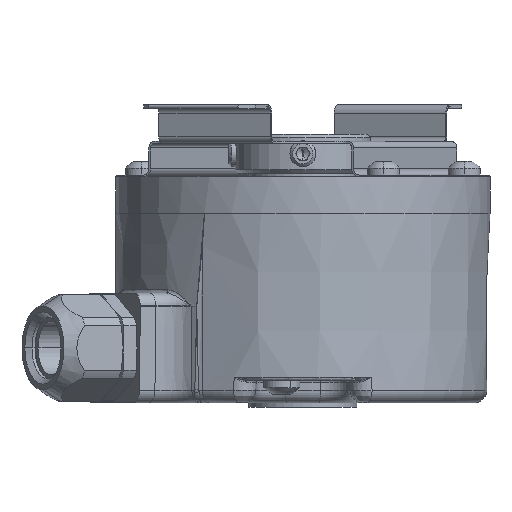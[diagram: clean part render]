
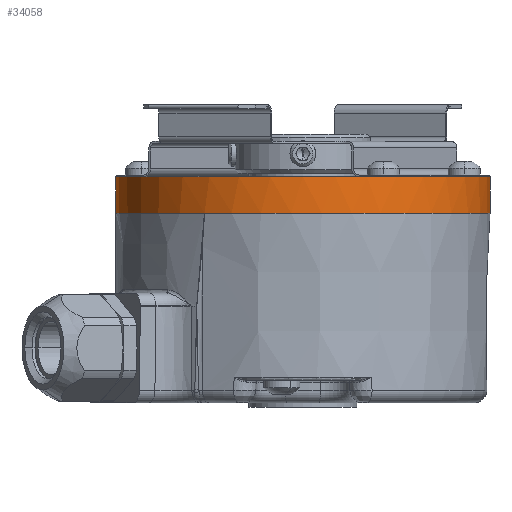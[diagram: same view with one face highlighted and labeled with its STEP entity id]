
A CAD part, front view. The second image highlights one B-rep face of the part: STEP entity #34058.
In plain terms, the highlighted cylindrical face has radius 29 mm (diameter 58 mm), a partial arc.
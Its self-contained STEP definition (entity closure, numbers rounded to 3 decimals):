
#9684=DIRECTION('',(0.,0.,1.));
#9685=VECTOR('',#9684,5.6);
#9686=CARTESIAN_POINT('',(29.,0.,12.4));
#9687=LINE('',#9686,#9685);
#9688=CARTESIAN_POINT('',(0.,0.,12.4));
#9689=DIRECTION('',(0.,0.,1.));
#9690=DIRECTION('',(-1.,0.,0.));
#9691=AXIS2_PLACEMENT_3D('',#9688,#9689,#9690);
#9693=DIRECTION('',(0.,0.,1.));
#9694=VECTOR('',#9693,5.6);
#9695=CARTESIAN_POINT('',(-29.,0.,12.4));
#9696=LINE('',#9695,#9694);
#9697=CARTESIAN_POINT('',(0.,0.,12.4));
#9698=DIRECTION('',(0.,0.,1.));
#9699=DIRECTION('',(-0.525,-0.851,0.));
#9700=AXIS2_PLACEMENT_3D('',#9697,#9698,#9699);
#9702=CARTESIAN_POINT('',(0.,0.,12.4));
#9703=DIRECTION('',(0.,0.,1.));
#9704=DIRECTION('',(-1.,-0.029,0.));
#9705=AXIS2_PLACEMENT_3D('',#9702,#9703,#9704);
#9712=CARTESIAN_POINT('',(0.,0.,18.));
#9713=DIRECTION('',(0.,0.,1.));
#9714=DIRECTION('',(-1.,0.,0.));
#9715=AXIS2_PLACEMENT_3D('',#9712,#9713,#9714);
#19056=CARTESIAN_POINT('',(29.,0.,18.));
#19057=CARTESIAN_POINT('',(-29.,0.,18.));
#19058=VERTEX_POINT('',#19056);
#19059=VERTEX_POINT('',#19057);
#21934=CARTESIAN_POINT('',(29.,0.,12.4));
#21935=CARTESIAN_POINT('',(-29.,0.,12.4));
#21936=VERTEX_POINT('',#21934);
#21937=VERTEX_POINT('',#21935);
#21938=CARTESIAN_POINT('',(-28.988,-0.848,12.4));
#21939=VERTEX_POINT('',#21938);
#21940=CARTESIAN_POINT('',(-15.228,-24.68,12.4));
#21941=VERTEX_POINT('',#21940);
#34043=CARTESIAN_POINT('',(0.,0.,0.));
#34044=DIRECTION('',(0.,0.,1.));
#34045=DIRECTION('',(1.,0.,0.));
#34046=AXIS2_PLACEMENT_3D('',#34043,#34044,#34045);
#34047=CYLINDRICAL_SURFACE('',#34046,29.);
#34048=ORIENTED_EDGE('',*,*,#33989,.F.);
#34049=ORIENTED_EDGE('',*,*,#34038,.T.);
#34051=ORIENTED_EDGE('',*,*,#34050,.T.);
#34052=ORIENTED_EDGE('',*,*,#34034,.F.);
#34053=ORIENTED_EDGE('',*,*,#34023,.F.);
#34055=ORIENTED_EDGE('',*,*,#34054,.F.);
#34056=EDGE_LOOP('',(#34048,#34049,#34051,#34052,#34053,#34055));
#34057=FACE_OUTER_BOUND('',#34056,.F.);
#9692=CIRCLE('',#9691,29.);
#9701=CIRCLE('',#9700,29.);
#9706=CIRCLE('',#9705,29.);
#9716=CIRCLE('',#9715,29.);
#33989=EDGE_CURVE('',#21937,#21939,#9692,.T.);
#34023=EDGE_CURVE('',#21941,#21936,#9701,.T.);
#34034=EDGE_CURVE('',#21936,#19058,#9687,.T.);
#34038=EDGE_CURVE('',#21937,#19059,#9696,.T.);
#34050=EDGE_CURVE('',#19059,#19058,#9716,.T.);
#34054=EDGE_CURVE('',#21939,#21941,#9706,.T.);
#34058=ADVANCED_FACE('',(#34057),#34047,.T.);
